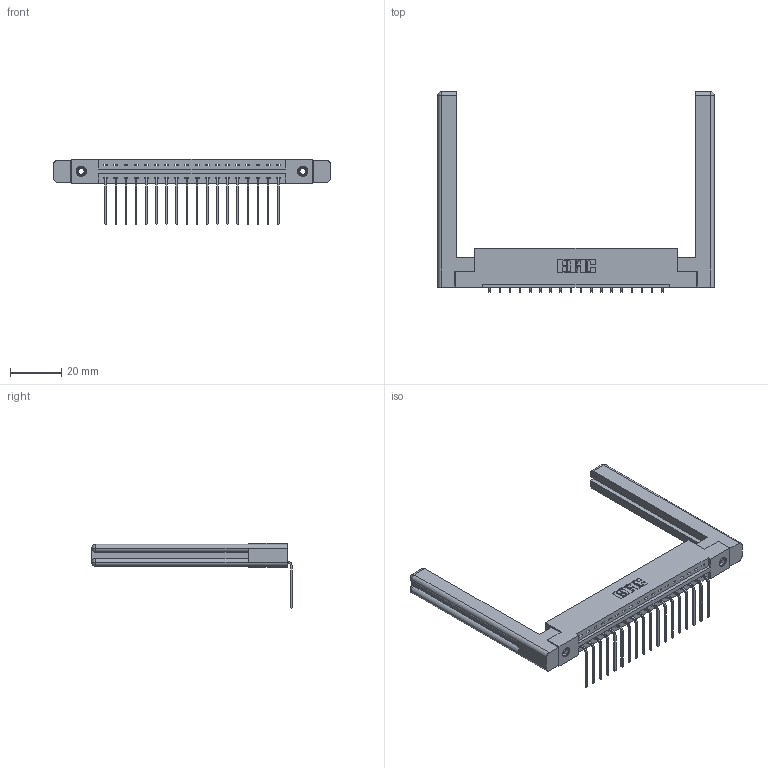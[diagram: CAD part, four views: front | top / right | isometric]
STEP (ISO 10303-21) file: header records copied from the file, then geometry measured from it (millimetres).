
FILE_DESCRIPTION (( 'STEP AP203' ), '1' );
FILE_NAME ('387-018-559-158.STEP', '2019-10-02T20:45:49', ( '' ), ( '' ), 'SwSTEP 2.0', 'SolidWorks 2016', '' );
FILE_SCHEMA (( 'CONFIG_CONTROL_DESIGN' ));
Length unit declared in the file: inch
Products named in the file (5): 345-292-001_558 559 Tail - 1; 337 Part_Flush Mounting Lugs - 0.156 Dia-TI; 387-018-559-158; 307-220-058; 345-250-001_345-250-001-102
Assembly tree (23 placements, depth 2):
  387-018-559-158
    337 Part_Flush Mounting Lugs - 0.156 Dia-TI
    345-292-001_558 559 Tail - 1  x18
    345-250-001_345-250-001-102  x2
    307-220-058  x2
Bounding box: 107.95 x 78.17 x 25.53 mm (x, y, z)
Volume: 18141.4 mm3; surface area: 16793.7 mm2
Topology: 23 solids, 23 shells, 1408 faces, 4157 edges, 2734 vertices
Faces by surface type: plane 1018, cylinder 366, cone 12, torus 12
Entity records: 19202 total; most frequent: CARTESIAN_POINT 3343, ORIENTED_EDGE 3236, DIRECTION 2882, EDGE_CURVE 1618, LINE 1442, VECTOR 1442, VERTEX_POINT 1070, AXIS2_PLACEMENT_3D 720
